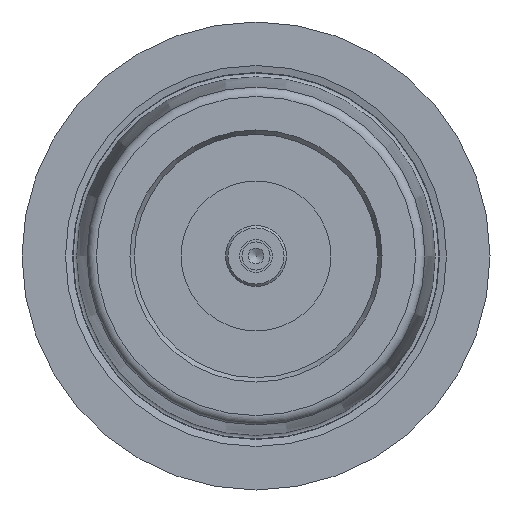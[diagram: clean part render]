
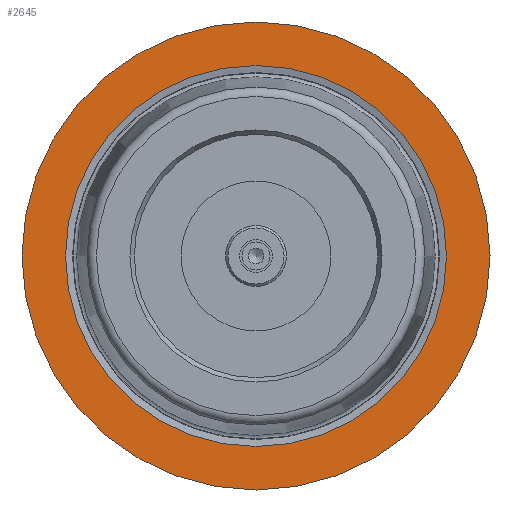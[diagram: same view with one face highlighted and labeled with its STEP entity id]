
A CAD part, left-side view. The second image highlights one B-rep face of the part: STEP entity #2645.
In plain terms, the highlighted planar face has unit normal (-1, 0, 0).
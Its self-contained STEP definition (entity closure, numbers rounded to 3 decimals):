
#2611=CARTESIAN_POINT('',(0.,20.35,0.0));
#2612=VERTEX_POINT('',#2611);
#2613=CARTESIAN_POINT('',(0.,0.,0.0));
#2614=DIRECTION('',(1.0,0.0,0.0));
#2615=DIRECTION('',(0.0,1.0,0.0));
#2616=AXIS2_PLACEMENT_3D('',#2613,#2614,#2615);
#2617=CIRCLE('',#2616,20.35);
#2618=EDGE_CURVE('',#2612,#2612,#2617,.T.);
#2626=CARTESIAN_POINT('',(0.,22.675,0.0));
#2627=DIRECTION('',(-1.0,0.0,0.0));
#2628=DIRECTION('',(0.0,0.0,1.0));
#2629=AXIS2_PLACEMENT_3D('',#2626,#2627,#2628);
#2630=PLANE('',#2629);
#2631=CARTESIAN_POINT('',(0.,25.,0.0));
#2632=VERTEX_POINT('',#2631);
#2633=CARTESIAN_POINT('',(0.,0.,0.0));
#2634=DIRECTION('',(1.0,0.0,0.0));
#2635=DIRECTION('',(0.0,1.0,0.0));
#2636=AXIS2_PLACEMENT_3D('',#2633,#2634,#2635);
#2637=CIRCLE('',#2636,25.);
#2638=EDGE_CURVE('',#2632,#2632,#2637,.T.);
#2639=ORIENTED_EDGE('',*,*,#2638,.F.);
#2640=EDGE_LOOP('',(#2639));
#2641=FACE_OUTER_BOUND('',#2640,.T.);
#2642=ORIENTED_EDGE('',*,*,#2618,.T.);
#2643=EDGE_LOOP('',(#2642));
#2644=FACE_BOUND('',#2643,.T.);
#2645=ADVANCED_FACE('',(#2641,#2644),#2630,.T.);
